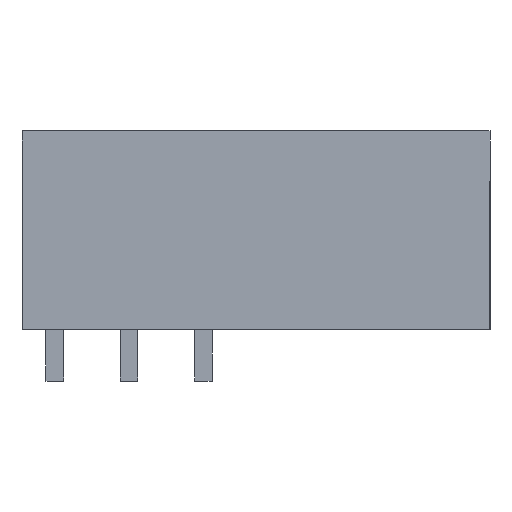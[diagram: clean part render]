
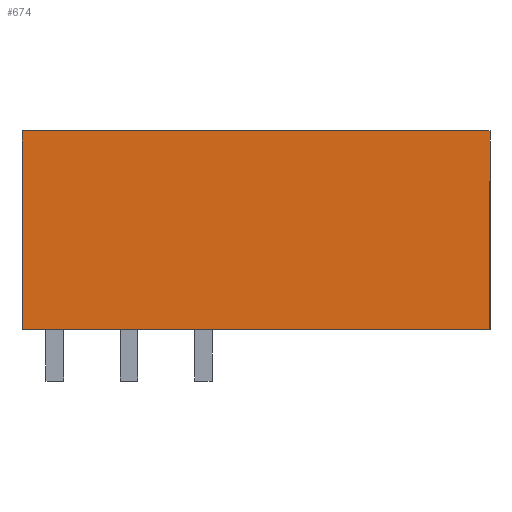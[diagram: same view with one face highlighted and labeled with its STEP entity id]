
A CAD part, left-side view. The second image highlights one B-rep face of the part: STEP entity #674.
In plain terms, the highlighted planar face has unit normal (-1, 0, 0).
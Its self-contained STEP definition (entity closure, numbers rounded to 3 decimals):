
#654=AXIS2_PLACEMENT_3D('Plane Axis2P3D',#651,#652,#653) ;
#42=CARTESIAN_POINT('Vertex',(0.,32.,3.5)) ;
#45=CARTESIAN_POINT('Line Origine',(0.,32.,10.3)) ;
#49=CARTESIAN_POINT('Vertex',(0.,32.,17.1)) ;
#202=CARTESIAN_POINT('Line Origine',(0.,16.,3.5)) ;
#206=CARTESIAN_POINT('Vertex',(0.,0.,3.5)) ;
#651=CARTESIAN_POINT('Axis2P3D Location',(0.,0.,3.5)) ;
#656=CARTESIAN_POINT('Line Origine',(0.,0.,10.3)) ;
#660=CARTESIAN_POINT('Vertex',(0.,0.,17.1)) ;
#663=CARTESIAN_POINT('Line Origine',(0.,16.,17.1)) ;
#46=DIRECTION('Vector Direction',(0.,0.,-1.)) ;
#203=DIRECTION('Vector Direction',(0.,-1.,0.)) ;
#652=DIRECTION('Axis2P3D Direction',(-1.,0.,0.)) ;
#653=DIRECTION('Axis2P3D XDirection',(0.,0.,1.)) ;
#657=DIRECTION('Vector Direction',(0.,0.,1.)) ;
#664=DIRECTION('Vector Direction',(0.,1.,0.)) ;
#47=VECTOR('Line Direction',#46,1.) ;
#204=VECTOR('Line Direction',#203,1.) ;
#658=VECTOR('Line Direction',#657,1.) ;
#665=VECTOR('Line Direction',#664,1.) ;
#669=ORIENTED_EDGE('',*,*,#51,.T.) ;
#670=ORIENTED_EDGE('',*,*,#208,.T.) ;
#671=ORIENTED_EDGE('',*,*,#662,.T.) ;
#672=ORIENTED_EDGE('',*,*,#667,.T.) ;
#674=ADVANCED_FACE('HOUSING',(#673),#655,.T.) ;
#51=EDGE_CURVE('',#50,#43,#48,.T.) ;
#208=EDGE_CURVE('',#43,#207,#205,.T.) ;
#662=EDGE_CURVE('',#207,#661,#659,.T.) ;
#667=EDGE_CURVE('',#661,#50,#666,.T.) ;
#668=EDGE_LOOP('',(#669,#670,#671,#672)) ;
#673=FACE_OUTER_BOUND('',#668,.T.) ;
#48=LINE('Line',#45,#47) ;
#205=LINE('Line',#202,#204) ;
#659=LINE('Line',#656,#658) ;
#666=LINE('Line',#663,#665) ;
#655=PLANE('',#654) ;
#43=VERTEX_POINT('',#42) ;
#50=VERTEX_POINT('',#49) ;
#207=VERTEX_POINT('',#206) ;
#661=VERTEX_POINT('',#660) ;
